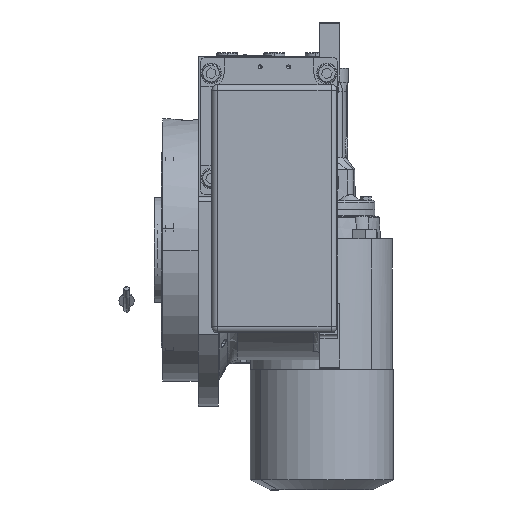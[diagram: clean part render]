
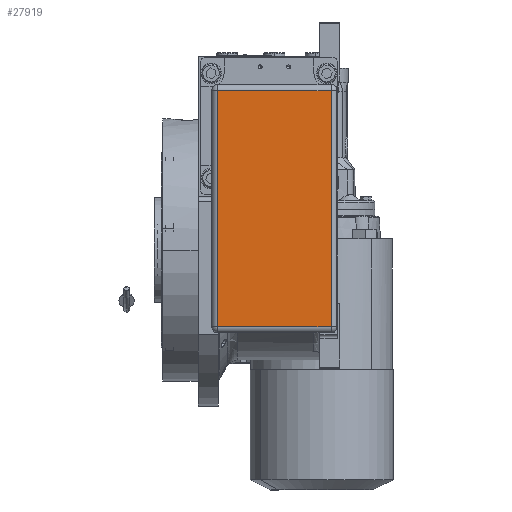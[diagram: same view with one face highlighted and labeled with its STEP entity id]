
A CAD part, left-side view. The second image highlights one B-rep face of the part: STEP entity #27919.
In plain terms, the highlighted face is planar.
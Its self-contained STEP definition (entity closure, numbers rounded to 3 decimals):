
#1028 = VECTOR ( 'NONE', #100076, 1000. ) ;
#2339 = LINE ( 'NONE', #70149, #31330 ) ;
#7287 = EDGE_CURVE ( 'NONE', #120247, #64003, #69651, .T. ) ;
#9884 = DIRECTION ( 'NONE',  ( 0., 1., 0. ) ) ;
#10483 = PLANE ( 'NONE',  #90533 ) ;
#17292 = VECTOR ( 'NONE', #101607, 1000. ) ;
#20191 = VERTEX_POINT ( 'NONE', #105276 ) ;
#24104 = EDGE_CURVE ( 'NONE', #20191, #120247, #2339, .T. ) ;
#25678 = CARTESIAN_POINT ( 'NONE',  ( -110., 115., 48. ) ) ;
#27919 = ADVANCED_FACE ( 'NONE', ( #92996 ), #10483, .T. ) ;
#31330 = VECTOR ( 'NONE', #114142, 1000. ) ;
#31876 = CARTESIAN_POINT ( 'NONE',  ( -110., 115., 48. ) ) ;
#32476 = LINE ( 'NONE', #31876, #88273 ) ;
#38142 = ORIENTED_EDGE ( 'NONE', *, *, #52593, .T. ) ;
#41876 = ORIENTED_EDGE ( 'NONE', *, *, #7287, .T. ) ;
#47191 = DIRECTION ( 'NONE',  ( 1., 0., 0. ) ) ;
#48448 = LINE ( 'NONE', #102808, #17292 ) ;
#52593 = EDGE_CURVE ( 'NONE', #106691, #20191, #48448, .T. ) ;
#53138 = ORIENTED_EDGE ( 'NONE', *, *, #24104, .T. ) ;
#56146 = ORIENTED_EDGE ( 'NONE', *, *, #96097, .T. ) ;
#56969 = CARTESIAN_POINT ( 'NONE',  ( -110., 115., -48. ) ) ;
#64003 = VERTEX_POINT ( 'NONE', #56969 ) ;
#65303 = EDGE_LOOP ( 'NONE', ( #53138, #41876, #56146, #38142 ) ) ;
#67262 = CARTESIAN_POINT ( 'NONE',  ( 90., 115., -48. ) ) ;
#69651 = LINE ( 'NONE', #116650, #1028 ) ;
#70149 = CARTESIAN_POINT ( 'NONE',  ( 90., 115., -48. ) ) ;
#88273 = VECTOR ( 'NONE', #114979, 1000. ) ;
#90533 = AXIS2_PLACEMENT_3D ( 'NONE', #96451, #9884, #47191 ) ;
#92996 = FACE_OUTER_BOUND ( 'NONE', #65303, .T. ) ;
#96097 = EDGE_CURVE ( 'NONE', #64003, #106691, #32476, .T. ) ;
#96451 = CARTESIAN_POINT ( 'NONE',  ( 95., 115., 53. ) ) ;
#100076 = DIRECTION ( 'NONE',  ( -1., 0., 0. ) ) ;
#101607 = DIRECTION ( 'NONE',  ( 1., 0., 0. ) ) ;
#102808 = CARTESIAN_POINT ( 'NONE',  ( 90., 115., 48. ) ) ;
#105276 = CARTESIAN_POINT ( 'NONE',  ( 90., 115., 48. ) ) ;
#106691 = VERTEX_POINT ( 'NONE', #25678 ) ;
#114142 = DIRECTION ( 'NONE',  ( 0., 0., -1. ) ) ;
#114979 = DIRECTION ( 'NONE',  ( 0., 0., 1. ) ) ;
#116650 = CARTESIAN_POINT ( 'NONE',  ( -110., 115., -48. ) ) ;
#120247 = VERTEX_POINT ( 'NONE', #67262 ) ;
